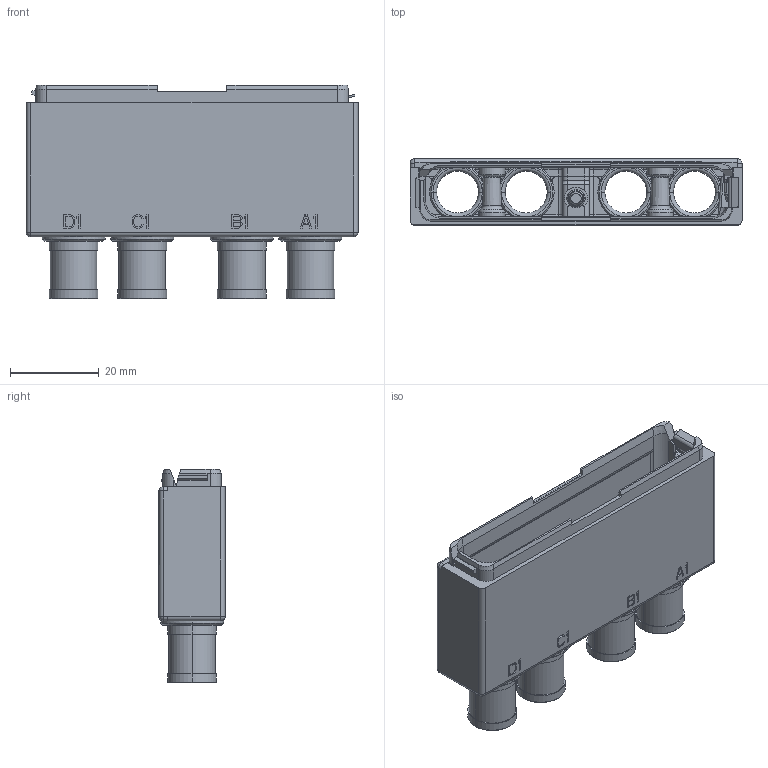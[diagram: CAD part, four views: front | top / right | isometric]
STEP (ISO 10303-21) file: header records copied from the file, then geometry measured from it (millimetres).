
FILE_DESCRIPTION((''),'2;1');
FILE_NAME('SIMAD67V','2019-11-05T',('presta_be4'),(''),'CREO PARAMETRIC BY PTC INC, 2018360','CREO PARAMETRIC BY PTC INC, 2018360','');
FILE_SCHEMA(('CONFIG_CONTROL_DESIGN'));
Products named in the file (1): SIMAD67V
Bounding box: 75 x 14.96 x 48.33 mm (x, y, z)
Volume: 12003.4 mm3; surface area: 21279.9 mm2
Topology: 1 solids, 1 shells, 2800 faces, 7738 edges, 4685 vertices
Faces by surface type: plane 1004, cylinder 818, torus 362, cone 297, sphere 244, bspline 75
Entity records: 101697 total; most frequent: CARTESIAN_POINT 31062, DIRECTION 15384, ORIENTED_EDGE 14550, EDGE_CURVE 7275, AXIS2_PLACEMENT_3D 5776, VERTEX_POINT 4685, VECTOR 3832, LINE 3832
